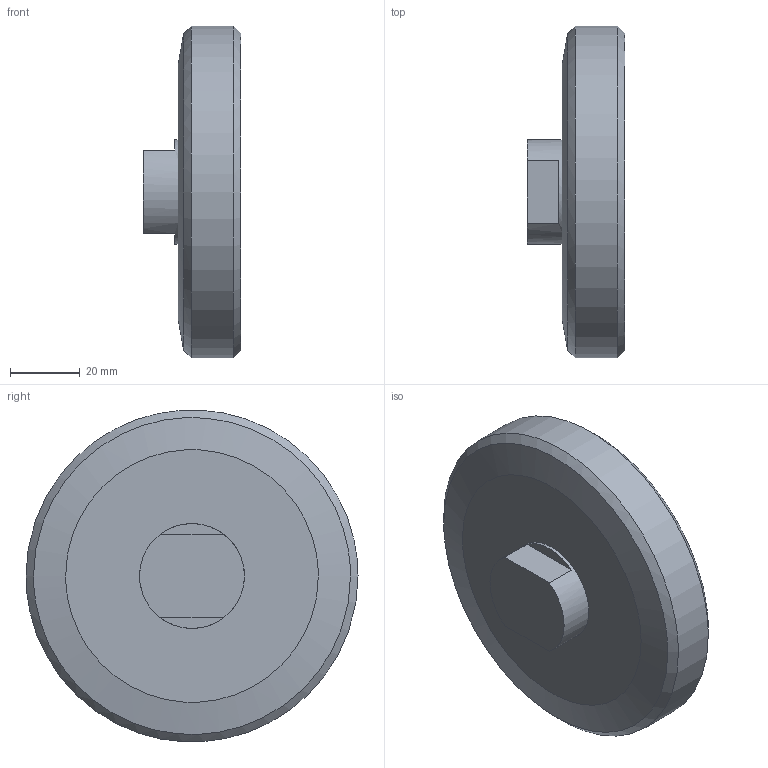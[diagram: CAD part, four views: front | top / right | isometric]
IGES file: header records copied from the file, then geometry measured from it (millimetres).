
Global section: file name: H20200065000; native system: Autodesk Inventor 2015; preprocessor: unknown; author: Struska Martin; organization: Bupospol, Armaturka Koukol, spol. s.r.o.; date: 20160301.113102; units: millimetre
Bounding box: 28 x 95 x 94.85 mm (x, y, z)
Volume: 82325.1 mm3; surface area: 22527.9 mm2
Topology: 1 solids, 1 shells, 17 faces, 43 edges, 31 vertices
Faces by surface type: bspline 17
